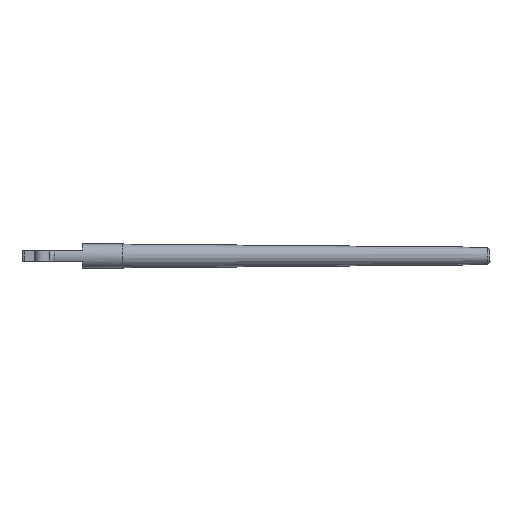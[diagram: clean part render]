
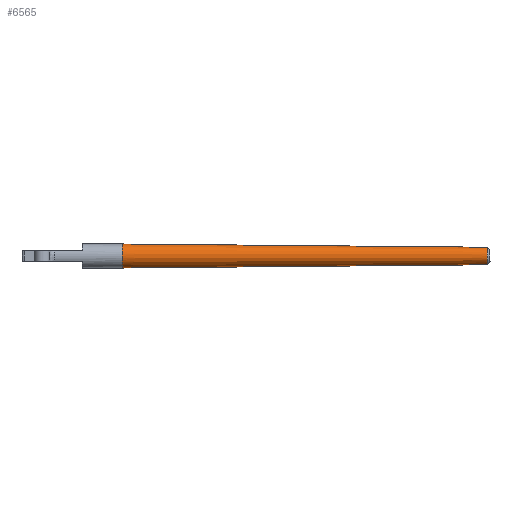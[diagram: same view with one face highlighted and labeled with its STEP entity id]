
A CAD part, left-side view. The second image highlights one B-rep face of the part: STEP entity #6565.
In plain terms, the highlighted conical face has half-angle 0.507 degrees and reference radius 2.4 mm.
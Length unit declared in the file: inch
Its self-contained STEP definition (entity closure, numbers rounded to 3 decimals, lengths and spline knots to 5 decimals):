
#589 = ORIENTED_EDGE ( 'NONE', *, *, #2120, .F. ) ;
#884 = AXIS2_PLACEMENT_3D ( 'NONE', #9877, #9959, #5382 ) ;
#1344 = CARTESIAN_POINT ( 'NONE',  ( 0., -0.7874, 0.09449 ) ) ;
#1487 = CARTESIAN_POINT ( 'NONE',  ( 0., -0.7874, 0.09449 ) ) ;
#2120 = EDGE_CURVE ( 'NONE', #4153, #9214, #4099, .T. ) ;
#3368 = EDGE_CURVE ( 'NONE', #14082, #4032, #12745, .T. ) ;
#3469 = CARTESIAN_POINT ( 'NONE',  ( 0., -3.66142, 0.06907 ) ) ;
#4032 = VERTEX_POINT ( 'NONE', #3469 ) ;
#4099 = CIRCLE ( 'NONE', #10209, 0.09449 ) ;
#4139 = DIRECTION ( 'NONE',  ( 0., 0., 1. ) ) ;
#4153 = VERTEX_POINT ( 'NONE', #7467 ) ;
#4450 = CONICAL_SURFACE ( 'NONE', #884, 0.09449, 0.009 ) ;
#4473 = CARTESIAN_POINT ( 'NONE',  ( 0., -0.7874, -0.09449 ) ) ;
#4967 = ORIENTED_EDGE ( 'NONE', *, *, #13935, .T. ) ;
#5382 = DIRECTION ( 'NONE',  ( 0., 0., 1. ) ) ;
#5820 = DIRECTION ( 'NONE',  ( 0., 1., -0.009 ) ) ;
#5845 = ORIENTED_EDGE ( 'NONE', *, *, #3368, .T. ) ;
#5898 = EDGE_LOOP ( 'NONE', ( #11193, #5845, #4967, #589 ) ) ;
#6534 = DIRECTION ( 'NONE',  ( 0., 1., 0. ) ) ;
#6565 = ADVANCED_FACE ( 'NONE', ( #6576 ), #4450, .T. ) ;
#6576 = FACE_OUTER_BOUND ( 'NONE', #5898, .T. ) ;
#6601 = CARTESIAN_POINT ( 'NONE',  ( 0., -3.66142, -0.06907 ) ) ;
#7467 = CARTESIAN_POINT ( 'NONE',  ( 0., -0.7874, -0.09449 ) ) ;
#8888 = VECTOR ( 'NONE', #5820, 39.37008 ) ;
#9214 = VERTEX_POINT ( 'NONE', #1487 ) ;
#9877 = CARTESIAN_POINT ( 'NONE',  ( 0., -0.7874, 0. ) ) ;
#9959 = DIRECTION ( 'NONE',  ( 0., 1., 0. ) ) ;
#10209 = AXIS2_PLACEMENT_3D ( 'NONE', #12417, #11381, #15126 ) ;
#11193 = ORIENTED_EDGE ( 'NONE', *, *, #12703, .F. ) ;
#11381 = DIRECTION ( 'NONE',  ( 0., 1., 0. ) ) ;
#11471 = AXIS2_PLACEMENT_3D ( 'NONE', #12670, #6534, #4139 ) ;
#12198 = LINE ( 'NONE', #1344, #12288 ) ;
#12288 = VECTOR ( 'NONE', #14664, 39.37008 ) ;
#12417 = CARTESIAN_POINT ( 'NONE',  ( 0., -0.7874, 0. ) ) ;
#12670 = CARTESIAN_POINT ( 'NONE',  ( 0., -3.66142, 0. ) ) ;
#12703 = EDGE_CURVE ( 'NONE', #14082, #4153, #15396, .T. ) ;
#12745 = CIRCLE ( 'NONE', #11471, 0.06907 ) ;
#13935 = EDGE_CURVE ( 'NONE', #4032, #9214, #12198, .T. ) ;
#14082 = VERTEX_POINT ( 'NONE', #6601 ) ;
#14664 = DIRECTION ( 'NONE',  ( 0., 1., 0.009 ) ) ;
#15126 = DIRECTION ( 'NONE',  ( 0., 0., 1. ) ) ;
#15396 = LINE ( 'NONE', #4473, #8888 ) ;
